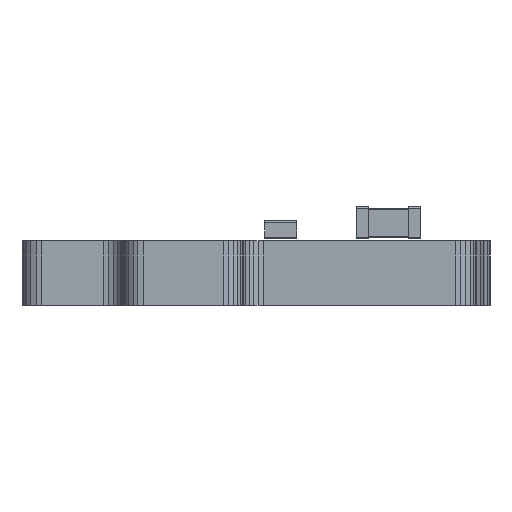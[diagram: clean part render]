
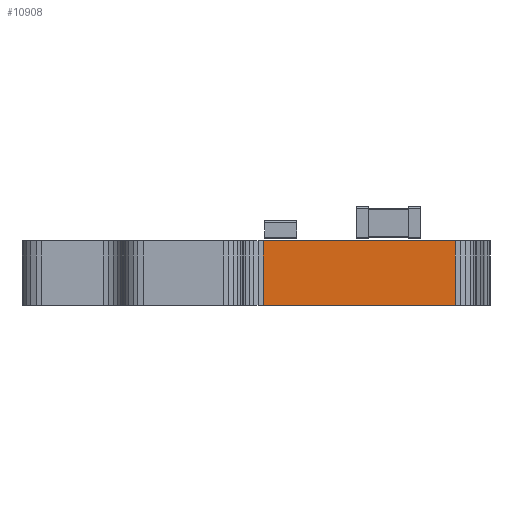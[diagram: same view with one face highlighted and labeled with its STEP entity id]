
A CAD part, front view. The second image highlights one B-rep face of the part: STEP entity #10908.
In plain terms, the highlighted planar face has unit normal (0, -1, 0).
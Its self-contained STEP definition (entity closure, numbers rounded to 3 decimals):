
#4006 = PLANE('',#4007);
#4007 = AXIS2_PLACEMENT_3D('',#4008,#4009,#4010);
#4008 = CARTESIAN_POINT('',(173.873,-92.335,1.6));
#4009 = DIRECTION('',(-0.,-0.,-1.));
#4010 = DIRECTION('',(-1.,0.,0.));
#4060 = PLANE('',#4061);
#4061 = AXIS2_PLACEMENT_3D('',#4062,#4063,#4064);
#4062 = CARTESIAN_POINT('',(173.873,-92.335,0.));
#4063 = DIRECTION('',(-0.,-0.,-1.));
#4064 = DIRECTION('',(-1.,0.,0.));
#5065 = VERTEX_POINT('',#5066);
#5066 = CARTESIAN_POINT('',(178.462,-94.988,0.));
#5080 = PLANE('',#5081);
#5081 = AXIS2_PLACEMENT_3D('',#5082,#5083,#5084);
#5082 = CARTESIAN_POINT('',(178.598,-94.97,0.));
#5083 = DIRECTION('',(0.138,-0.99,0.));
#5084 = DIRECTION('',(-0.99,-0.138,0.));
#5092 = EDGE_CURVE('',#5065,#5093,#5095,.T.);
#5093 = VERTEX_POINT('',#5094);
#5094 = CARTESIAN_POINT('',(173.664,-94.988,0.));
#5095 = SURFACE_CURVE('',#5096,(#5100,#5107),.PCURVE_S1.);
#5096 = LINE('',#5097,#5098);
#5097 = CARTESIAN_POINT('',(178.462,-94.988,0.));
#5098 = VECTOR('',#5099,1.);
#5099 = DIRECTION('',(-1.,0.,0.));
#5100 = PCURVE('',#4060,#5101);
#5101 = DEFINITIONAL_REPRESENTATION('',(#5102),#5106);
#5102 = LINE('',#5103,#5104);
#5103 = CARTESIAN_POINT('',(-4.589,-2.653));
#5104 = VECTOR('',#5105,1.);
#5105 = DIRECTION('',(1.,0.));
#5106 = ( GEOMETRIC_REPRESENTATION_CONTEXT(2) 
PARAMETRIC_REPRESENTATION_CONTEXT() REPRESENTATION_CONTEXT('2D SPACE',''
  ) );
#5107 = PCURVE('',#5108,#5113);
#5108 = PLANE('',#5109);
#5109 = AXIS2_PLACEMENT_3D('',#5110,#5111,#5112);
#5110 = CARTESIAN_POINT('',(178.462,-94.988,0.));
#5111 = DIRECTION('',(0.,-1.,0.));
#5112 = DIRECTION('',(-1.,0.,0.));
#5113 = DEFINITIONAL_REPRESENTATION('',(#5114),#5118);
#5114 = LINE('',#5115,#5116);
#5115 = CARTESIAN_POINT('',(0.,-0.));
#5116 = VECTOR('',#5117,1.);
#5117 = DIRECTION('',(1.,0.));
#5118 = ( GEOMETRIC_REPRESENTATION_CONTEXT(2) 
PARAMETRIC_REPRESENTATION_CONTEXT() REPRESENTATION_CONTEXT('2D SPACE',''
  ) );
#5136 = PLANE('',#5137);
#5137 = AXIS2_PLACEMENT_3D('',#5138,#5139,#5140);
#5138 = CARTESIAN_POINT('',(173.664,-94.988,0.));
#5139 = DIRECTION('',(0.131,-0.991,0.));
#5140 = DIRECTION('',(-0.991,-0.131,0.));
#7647 = VERTEX_POINT('',#7648);
#7648 = CARTESIAN_POINT('',(178.462,-94.988,1.6));
#7669 = EDGE_CURVE('',#7647,#7670,#7672,.T.);
#7670 = VERTEX_POINT('',#7671);
#7671 = CARTESIAN_POINT('',(173.664,-94.988,1.6));
#7672 = SURFACE_CURVE('',#7673,(#7677,#7684),.PCURVE_S1.);
#7673 = LINE('',#7674,#7675);
#7674 = CARTESIAN_POINT('',(178.462,-94.988,1.6));
#7675 = VECTOR('',#7676,1.);
#7676 = DIRECTION('',(-1.,0.,0.));
#7677 = PCURVE('',#4006,#7678);
#7678 = DEFINITIONAL_REPRESENTATION('',(#7679),#7683);
#7679 = LINE('',#7680,#7681);
#7680 = CARTESIAN_POINT('',(-4.589,-2.653));
#7681 = VECTOR('',#7682,1.);
#7682 = DIRECTION('',(1.,0.));
#7683 = ( GEOMETRIC_REPRESENTATION_CONTEXT(2) 
PARAMETRIC_REPRESENTATION_CONTEXT() REPRESENTATION_CONTEXT('2D SPACE',''
  ) );
#7684 = PCURVE('',#5108,#7685);
#7685 = DEFINITIONAL_REPRESENTATION('',(#7686),#7690);
#7686 = LINE('',#7687,#7688);
#7687 = CARTESIAN_POINT('',(0.,-1.6));
#7688 = VECTOR('',#7689,1.);
#7689 = DIRECTION('',(1.,0.));
#7690 = ( GEOMETRIC_REPRESENTATION_CONTEXT(2) 
PARAMETRIC_REPRESENTATION_CONTEXT() REPRESENTATION_CONTEXT('2D SPACE',''
  ) );
#10860 = EDGE_CURVE('',#5065,#7647,#10861,.T.);
#10861 = SURFACE_CURVE('',#10862,(#10866,#10873),.PCURVE_S1.);
#10862 = LINE('',#10863,#10864);
#10863 = CARTESIAN_POINT('',(178.462,-94.988,0.));
#10864 = VECTOR('',#10865,1.);
#10865 = DIRECTION('',(0.,0.,1.));
#10866 = PCURVE('',#5080,#10867);
#10867 = DEFINITIONAL_REPRESENTATION('',(#10868),#10872);
#10868 = LINE('',#10869,#10870);
#10869 = CARTESIAN_POINT('',(0.138,0.));
#10870 = VECTOR('',#10871,1.);
#10871 = DIRECTION('',(0.,-1.));
#10872 = ( GEOMETRIC_REPRESENTATION_CONTEXT(2) 
PARAMETRIC_REPRESENTATION_CONTEXT() REPRESENTATION_CONTEXT('2D SPACE',''
  ) );
#10873 = PCURVE('',#5108,#10874);
#10874 = DEFINITIONAL_REPRESENTATION('',(#10875),#10879);
#10875 = LINE('',#10876,#10877);
#10876 = CARTESIAN_POINT('',(0.,-0.));
#10877 = VECTOR('',#10878,1.);
#10878 = DIRECTION('',(0.,-1.));
#10879 = ( GEOMETRIC_REPRESENTATION_CONTEXT(2) 
PARAMETRIC_REPRESENTATION_CONTEXT() REPRESENTATION_CONTEXT('2D SPACE',''
  ) );
#10908 = ADVANCED_FACE('',(#10909),#5108,.T.);
#10909 = FACE_BOUND('',#10910,.T.);
#10910 = EDGE_LOOP('',(#10911,#10912,#10913,#10934));
#10911 = ORIENTED_EDGE('',*,*,#10860,.T.);
#10912 = ORIENTED_EDGE('',*,*,#7669,.T.);
#10913 = ORIENTED_EDGE('',*,*,#10914,.F.);
#10914 = EDGE_CURVE('',#5093,#7670,#10915,.T.);
#10915 = SURFACE_CURVE('',#10916,(#10920,#10927),.PCURVE_S1.);
#10916 = LINE('',#10917,#10918);
#10917 = CARTESIAN_POINT('',(173.664,-94.988,0.));
#10918 = VECTOR('',#10919,1.);
#10919 = DIRECTION('',(0.,0.,1.));
#10920 = PCURVE('',#5108,#10921);
#10921 = DEFINITIONAL_REPRESENTATION('',(#10922),#10926);
#10922 = LINE('',#10923,#10924);
#10923 = CARTESIAN_POINT('',(4.798,0.));
#10924 = VECTOR('',#10925,1.);
#10925 = DIRECTION('',(0.,-1.));
#10926 = ( GEOMETRIC_REPRESENTATION_CONTEXT(2) 
PARAMETRIC_REPRESENTATION_CONTEXT() REPRESENTATION_CONTEXT('2D SPACE',''
  ) );
#10927 = PCURVE('',#5136,#10928);
#10928 = DEFINITIONAL_REPRESENTATION('',(#10929),#10933);
#10929 = LINE('',#10930,#10931);
#10930 = CARTESIAN_POINT('',(0.,0.));
#10931 = VECTOR('',#10932,1.);
#10932 = DIRECTION('',(0.,-1.));
#10933 = ( GEOMETRIC_REPRESENTATION_CONTEXT(2) 
PARAMETRIC_REPRESENTATION_CONTEXT() REPRESENTATION_CONTEXT('2D SPACE',''
  ) );
#10934 = ORIENTED_EDGE('',*,*,#5092,.F.);
